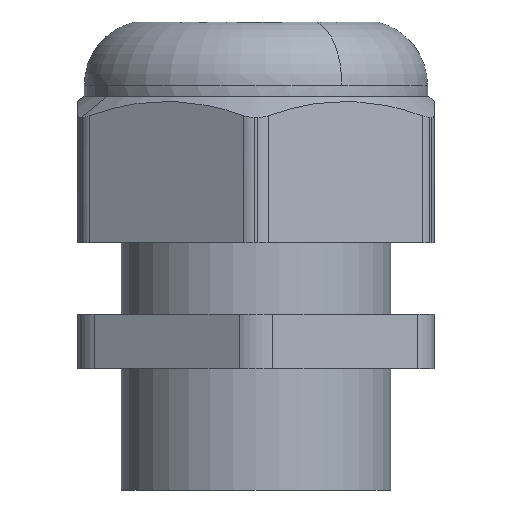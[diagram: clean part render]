
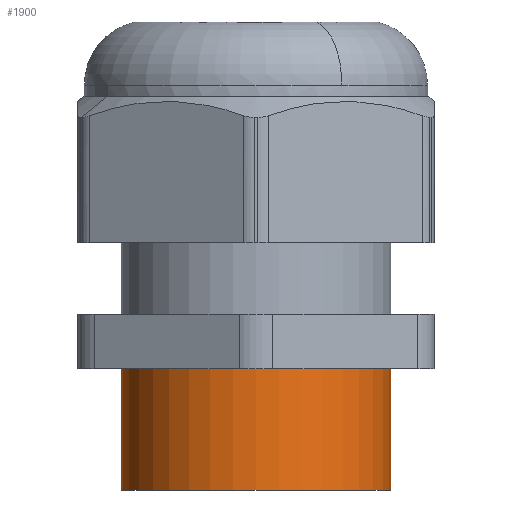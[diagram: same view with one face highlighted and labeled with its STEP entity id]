
A CAD part, front view. The second image highlights one B-rep face of the part: STEP entity #1900.
In plain terms, the highlighted cylindrical face has radius 20 mm (diameter 40 mm), a partial arc.
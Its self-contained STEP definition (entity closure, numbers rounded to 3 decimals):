
#1864=AXIS2_PLACEMENT_3D('Cylinder Axis2P3D',#1861,#1862,#1863) ;
#1877=AXIS2_PLACEMENT_3D('Circle Axis2P3D',#1875,#1876,$) ;
#1891=AXIS2_PLACEMENT_3D('Circle Axis2P3D',#1889,#1890,$) ;
#1861=CARTESIAN_POINT('Axis2P3D Location',(26.5,29.964,30.83)) ;
#1866=CARTESIAN_POINT('Line Origine',(6.5,29.964,30.83)) ;
#1870=CARTESIAN_POINT('Vertex',(6.5,29.964,0.)) ;
#1872=CARTESIAN_POINT('Vertex',(6.5,29.964,18.)) ;
#1875=CARTESIAN_POINT('Axis2P3D Location',(26.5,29.964,0.)) ;
#1879=CARTESIAN_POINT('Vertex',(46.5,29.964,0.)) ;
#1882=CARTESIAN_POINT('Line Origine',(46.5,29.964,30.83)) ;
#1886=CARTESIAN_POINT('Vertex',(46.5,29.964,18.)) ;
#1889=CARTESIAN_POINT('Axis2P3D Location',(26.5,29.964,18.)) ;
#1862=DIRECTION('Axis2P3D Direction',(0.,0.,-1.)) ;
#1863=DIRECTION('Axis2P3D XDirection',(1.,0.,0.)) ;
#1867=DIRECTION('Vector Direction',(0.,0.,-1.)) ;
#1876=DIRECTION('Axis2P3D Direction',(0.,0.,-1.)) ;
#1883=DIRECTION('Vector Direction',(0.,0.,-1.)) ;
#1890=DIRECTION('Axis2P3D Direction',(0.,0.,-1.)) ;
#1868=VECTOR('Line Direction',#1867,1.) ;
#1884=VECTOR('Line Direction',#1883,1.) ;
#1895=ORIENTED_EDGE('',*,*,#1874,.F.) ;
#1896=ORIENTED_EDGE('',*,*,#1881,.F.) ;
#1897=ORIENTED_EDGE('',*,*,#1888,.T.) ;
#1898=ORIENTED_EDGE('',*,*,#1893,.T.) ;
#1900=ADVANCED_FACE('VG_M40_UT\\Hauptk\X2\00F6\X0\rper',(#1899),#1865,.T.) ;
#1878=CIRCLE('generated circle',#1877,20.) ;
#1892=CIRCLE('generated circle',#1891,20.) ;
#1865=CYLINDRICAL_SURFACE('generated cylinder',#1864,20.) ;
#1874=EDGE_CURVE('',#1871,#1873,#1869,.F.) ;
#1881=EDGE_CURVE('',#1880,#1871,#1878,.T.) ;
#1888=EDGE_CURVE('',#1880,#1887,#1885,.F.) ;
#1893=EDGE_CURVE('',#1887,#1873,#1892,.T.) ;
#1894=EDGE_LOOP('',(#1895,#1896,#1897,#1898)) ;
#1899=FACE_OUTER_BOUND('',#1894,.T.) ;
#1869=LINE('Line',#1866,#1868) ;
#1885=LINE('Line',#1882,#1884) ;
#1871=VERTEX_POINT('',#1870) ;
#1873=VERTEX_POINT('',#1872) ;
#1880=VERTEX_POINT('',#1879) ;
#1887=VERTEX_POINT('',#1886) ;
